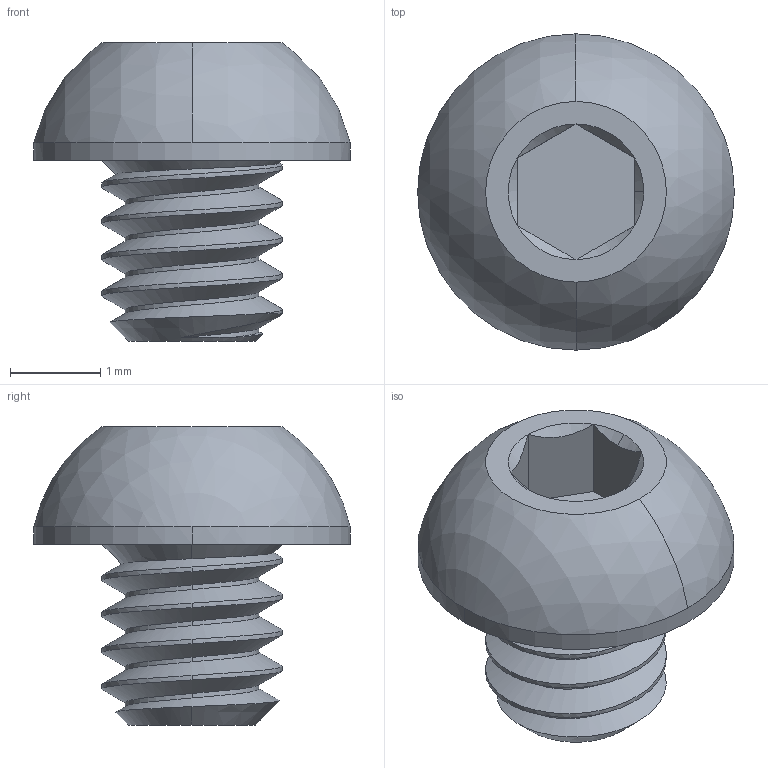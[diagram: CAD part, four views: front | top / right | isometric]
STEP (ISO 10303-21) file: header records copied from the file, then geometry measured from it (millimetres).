
FILE_DESCRIPTION (( 'STEP AP203' ), '1' );
FILE_NAME ('92095A110_Button Head Hex Drive Screw.STEP', '2021-06-07T16:08:17', ( 'Administrator' ), ( 'Managed by Terraform' ), 'SwSTEP 2.0', 'SolidWorks 2017', '' );
FILE_SCHEMA (( 'CONFIG_CONTROL_DESIGN' ));
Length unit declared in the file: millimetre
Products named in the file (1): 92095A110_Button Head Hex Drive Screw
Bounding box: 3.5 x 3.5 x 3.3 mm (x, y, z)
Volume: 13.1 mm3; surface area: 48.2 mm2
Topology: 1 solids, 1 shells, 49 faces, 119 edges, 74 vertices
Faces by surface type: cylinder 22, cone 13, plane 10, sphere 2, bspline 2
Entity records: 2219 total; most frequent: CARTESIAN_POINT 1127, ORIENTED_EDGE 238, DIRECTION 188, EDGE_CURVE 119, AXIS2_PLACEMENT_3D 75, VERTEX_POINT 74, EDGE_LOOP 51, FACE_OUTER_BOUND 49
